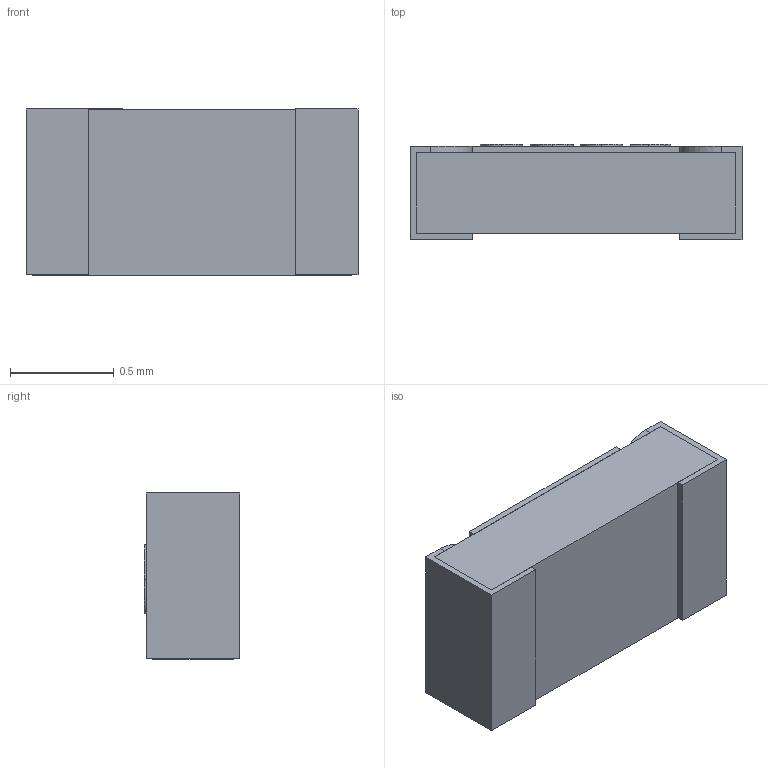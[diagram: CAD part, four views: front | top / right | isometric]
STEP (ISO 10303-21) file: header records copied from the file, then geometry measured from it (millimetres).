
FILE_DESCRIPTION(/* description */ (''),/* implementation_level */ '2;1');
FILE_NAME(/* name */ '0603_RES.stp',/* time_stamp */ '2016-08-30T10:12:39+08:00',/* author */ ('Antech-Enviro5'),/* organization */ (''),/* preprocessor_version */ 'ST-DEVELOPER v16.1',/* originating_system */ 'Autodesk Inventor 2016',/* authorisation */ '');
FILE_SCHEMA (('AUTOMOTIVE_DESIGN { 1 0 10303 214 3 1 1 }'));
Products named in the file (4): Capsule; Encapsulation; TopCover; Assembly1
Assembly tree (4 placements, depth 2):
  Assembly1
    Capsule
    Encapsulation  x2
    TopCover
Bounding box: 1.6 x 0.46 x 0.8 mm (x, y, z)
Volume: 0.6 mm3; surface area: 9.4 mm2
Topology: 4 solids, 4 shells, 115 faces, 300 edges, 200 vertices
Faces by surface type: bspline 62, plane 49, cylinder 4
Entity records: 3787 total; most frequent: CARTESIAN_POINT 1553, ORIENTED_EDGE 540, EDGE_CURVE 270, DIRECTION 248, VERTEX_POINT 180, LINE 142, VECTOR 142, B_SPLINE_CURVE_WITH_KNOTS 124
